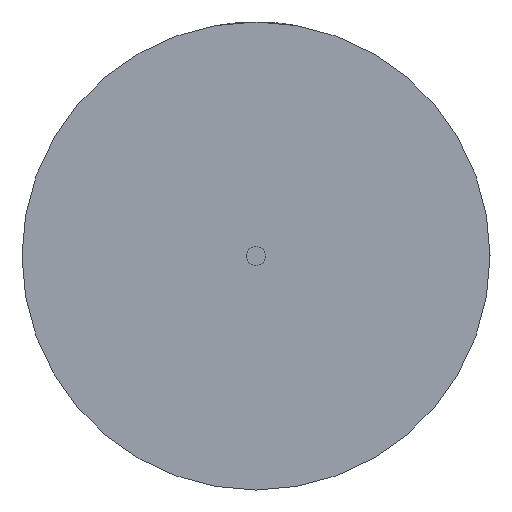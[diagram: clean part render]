
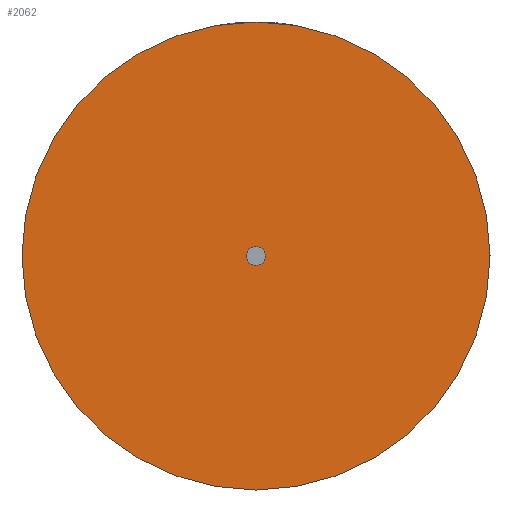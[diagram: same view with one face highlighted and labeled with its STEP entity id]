
A CAD part, left-side view. The second image highlights one B-rep face of the part: STEP entity #2062.
In plain terms, the highlighted planar face has unit normal (-1, 0, 0).
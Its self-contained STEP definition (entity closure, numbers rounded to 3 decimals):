
#34 = ORIENTED_EDGE ( 'NONE', *, *, #2853, .F. ) ;
#64 = AXIS2_PLACEMENT_3D ( 'NONE', #286, #330, #798 ) ;
#94 = CIRCLE ( 'NONE', #3197, 0.6 ) ;
#96 = AXIS2_PLACEMENT_3D ( 'NONE', #2869, #368, #1106 ) ;
#210 = CARTESIAN_POINT ( 'NONE',  ( -0.005, 0., -15. ) ) ;
#220 = EDGE_CURVE ( 'NONE', #3067, #747, #94, .T. ) ;
#253 = DIRECTION ( 'NONE',  ( 0., 0., 1. ) ) ;
#286 = CARTESIAN_POINT ( 'NONE',  ( -0.005, 0., 0. ) ) ;
#330 = DIRECTION ( 'NONE',  ( -1., 0., 0. ) ) ;
#368 = DIRECTION ( 'NONE',  ( -1., 0., 0. ) ) ;
#437 = ORIENTED_EDGE ( 'NONE', *, *, #452, .T. ) ;
#452 = EDGE_CURVE ( 'NONE', #1934, #2607, #1062, .T. ) ;
#462 = DIRECTION ( 'NONE',  ( -1., 0., 0. ) ) ;
#630 = DIRECTION ( 'NONE',  ( -1., 0., 0. ) ) ;
#715 = CARTESIAN_POINT ( 'NONE',  ( -0.005, 0., 0. ) ) ;
#717 = CARTESIAN_POINT ( 'NONE',  ( -0.005, 0., 0. ) ) ;
#736 = EDGE_LOOP ( 'NONE', ( #437, #2259 ) ) ;
#747 = VERTEX_POINT ( 'NONE', #2379 ) ;
#798 = DIRECTION ( 'NONE',  ( 0., 0., 1. ) ) ;
#859 = CARTESIAN_POINT ( 'NONE',  ( -0.005, 0., 0. ) ) ;
#881 = DIRECTION ( 'NONE',  ( 0., 0., 1. ) ) ;
#922 = FACE_BOUND ( 'NONE', #2103, .T. ) ;
#1062 = CIRCLE ( 'NONE', #1665, 15. ) ;
#1106 = DIRECTION ( 'NONE',  ( 0., 0., 1. ) ) ;
#1245 = EDGE_CURVE ( 'NONE', #2607, #1934, #1924, .T. ) ;
#1541 = AXIS2_PLACEMENT_3D ( 'NONE', #717, #3216, #2944 ) ;
#1665 = AXIS2_PLACEMENT_3D ( 'NONE', #715, #462, #253 ) ;
#1924 = CIRCLE ( 'NONE', #96, 15. ) ;
#1934 = VERTEX_POINT ( 'NONE', #210 ) ;
#2062 = ADVANCED_FACE ( 'NONE', ( #3180, #922 ), #2679, .T. ) ;
#2103 = EDGE_LOOP ( 'NONE', ( #34, #2140 ) ) ;
#2140 = ORIENTED_EDGE ( 'NONE', *, *, #220, .F. ) ;
#2259 = ORIENTED_EDGE ( 'NONE', *, *, #1245, .T. ) ;
#2347 = CIRCLE ( 'NONE', #64, 0.6 ) ;
#2379 = CARTESIAN_POINT ( 'NONE',  ( -0.005, 0., -0.6 ) ) ;
#2607 = VERTEX_POINT ( 'NONE', #2728 ) ;
#2679 = PLANE ( 'NONE',  #1541 ) ;
#2728 = CARTESIAN_POINT ( 'NONE',  ( -0.005, 0., 15. ) ) ;
#2852 = CARTESIAN_POINT ( 'NONE',  ( -0.005, 0., 0.6 ) ) ;
#2853 = EDGE_CURVE ( 'NONE', #747, #3067, #2347, .T. ) ;
#2869 = CARTESIAN_POINT ( 'NONE',  ( -0.005, 0., 0. ) ) ;
#2944 = DIRECTION ( 'NONE',  ( 0., 0., 1. ) ) ;
#3067 = VERTEX_POINT ( 'NONE', #2852 ) ;
#3180 = FACE_OUTER_BOUND ( 'NONE', #736, .T. ) ;
#3197 = AXIS2_PLACEMENT_3D ( 'NONE', #859, #630, #881 ) ;
#3216 = DIRECTION ( 'NONE',  ( -1., 0., 0. ) ) ;
